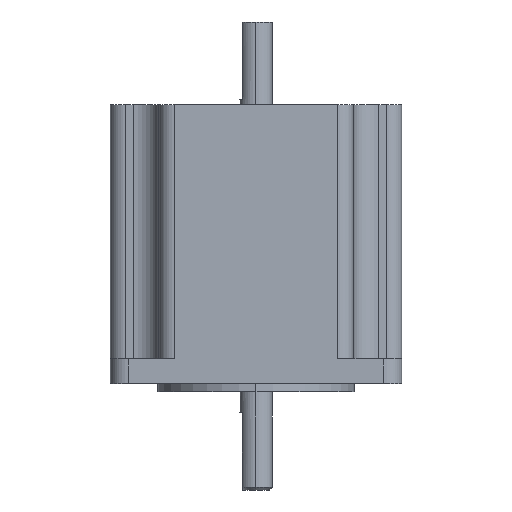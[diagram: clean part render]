
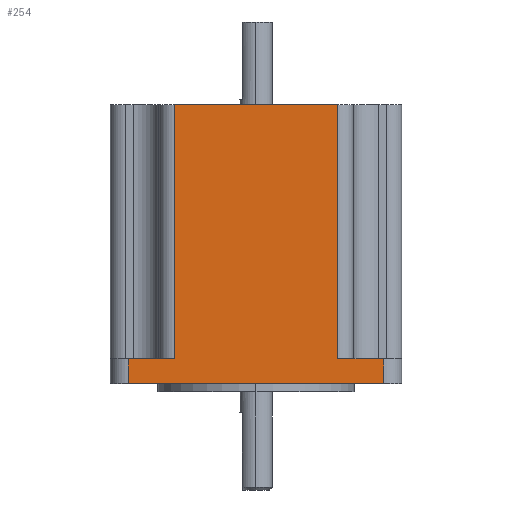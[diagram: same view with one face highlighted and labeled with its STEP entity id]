
A CAD part, left-side view. The second image highlights one B-rep face of the part: STEP entity #254.
In plain terms, the highlighted planar face has unit normal (-1, 0, 0).
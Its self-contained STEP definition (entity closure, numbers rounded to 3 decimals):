
#29 = EDGE_LOOP ( 'NONE', ( #1419, #1417, #1418, #1416, #1415, #1414, #1413, #1412 ) ) ;
#101 = VERTEX_POINT ( 'NONE', #890 ) ;
#115 = VERTEX_POINT ( 'NONE', #870 ) ;
#136 = VERTEX_POINT ( 'NONE', #844 ) ;
#138 = VERTEX_POINT ( 'NONE', #877 ) ;
#144 = VERTEX_POINT ( 'NONE', #842 ) ;
#153 = VERTEX_POINT ( 'NONE', #922 ) ;
#164 = VERTEX_POINT ( 'NONE', #824 ) ;
#170 = VERTEX_POINT ( 'NONE', #818 ) ;
#254 = ADVANCED_FACE ( 'NONE', ( #1482 ), #548, .F. ) ;
#462 = DIRECTION ( 'NONE',  ( 0., -1., 0. ) ) ;
#463 = CARTESIAN_POINT ( 'NONE',  ( -28.2, 28.2, 4.8 ) ) ;
#544 = DIRECTION ( 'NONE',  ( 0., 1., 0. ) ) ;
#546 = DIRECTION ( 'NONE',  ( 1., 0., 0. ) ) ;
#547 = CARTESIAN_POINT ( 'NONE',  ( -28.2, 28.2, 4.8 ) ) ;
#548 = PLANE ( 'NONE',  #1096 ) ;
#717 = DIRECTION ( 'NONE',  ( 0., -1., 0. ) ) ;
#718 = CARTESIAN_POINT ( 'NONE',  ( -28.2, 28.2, 4.8 ) ) ;
#818 = CARTESIAN_POINT ( 'NONE',  ( -28.2, -15.8, 4.8 ) ) ;
#824 = CARTESIAN_POINT ( 'NONE',  ( -28.2, 15.8, 4.8 ) ) ;
#842 = CARTESIAN_POINT ( 'NONE',  ( -28.2, 15.8, 54. ) ) ;
#844 = CARTESIAN_POINT ( 'NONE',  ( -28.2, 24.7, 0. ) ) ;
#870 = CARTESIAN_POINT ( 'NONE',  ( -28.2, -24.7, 4.8 ) ) ;
#877 = CARTESIAN_POINT ( 'NONE',  ( -28.2, 24.7, 4.8 ) ) ;
#890 = CARTESIAN_POINT ( 'NONE',  ( -28.2, -24.7, 0. ) ) ;
#922 = CARTESIAN_POINT ( 'NONE',  ( -28.2, -15.8, 54. ) ) ;
#1024 = VECTOR ( 'NONE', #462, 1000. ) ;
#1030 = VECTOR ( 'NONE', #717, 1000. ) ;
#1096 = AXIS2_PLACEMENT_3D ( 'NONE', #547, #546, #544 ) ;
#1150 = VECTOR ( 'NONE', #1840, 1000. ) ;
#1169 = VECTOR ( 'NONE', #1837, 1000. ) ;
#1201 = VECTOR ( 'NONE', #1795, 1000. ) ;
#1202 = VECTOR ( 'NONE', #1797, 1000. ) ;
#1203 = VECTOR ( 'NONE', #1799, 1000. ) ;
#1204 = VECTOR ( 'NONE', #1801, 1000. ) ;
#1262 = EDGE_CURVE ( 'NONE', #138, #164, #1501, .T. ) ;
#1269 = EDGE_CURVE ( 'NONE', #170, #115, #1506, .T. ) ;
#1310 = EDGE_CURVE ( 'NONE', #136, #101, #1538, .T. ) ;
#1322 = EDGE_CURVE ( 'NONE', #144, #153, #1543, .T. ) ;
#1349 = EDGE_CURVE ( 'NONE', #138, #136, #1563, .T. ) ;
#1350 = EDGE_CURVE ( 'NONE', #144, #164, #1564, .T. ) ;
#1351 = EDGE_CURVE ( 'NONE', #153, #170, #1565, .T. ) ;
#1352 = EDGE_CURVE ( 'NONE', #101, #115, #1566, .T. ) ;
#1412 = ORIENTED_EDGE ( 'NONE', *, *, #1349, .T. ) ;
#1413 = ORIENTED_EDGE ( 'NONE', *, *, #1262, .F. ) ;
#1414 = ORIENTED_EDGE ( 'NONE', *, *, #1350, .T. ) ;
#1415 = ORIENTED_EDGE ( 'NONE', *, *, #1322, .F. ) ;
#1416 = ORIENTED_EDGE ( 'NONE', *, *, #1351, .F. ) ;
#1417 = ORIENTED_EDGE ( 'NONE', *, *, #1352, .T. ) ;
#1418 = ORIENTED_EDGE ( 'NONE', *, *, #1269, .F. ) ;
#1419 = ORIENTED_EDGE ( 'NONE', *, *, #1310, .T. ) ;
#1482 = FACE_OUTER_BOUND ( 'NONE', #29, .T. ) ;
#1501 = LINE ( 'NONE', #463, #1024 ) ;
#1506 = LINE ( 'NONE', #718, #1030 ) ;
#1538 = LINE ( 'NONE', #1841, #1150 ) ;
#1543 = LINE ( 'NONE', #1875, #1169 ) ;
#1563 = LINE ( 'NONE', #1794, #1201 ) ;
#1564 = LINE ( 'NONE', #1796, #1202 ) ;
#1565 = LINE ( 'NONE', #1798, #1203 ) ;
#1566 = LINE ( 'NONE', #1800, #1204 ) ;
#1794 = CARTESIAN_POINT ( 'NONE',  ( -28.2, 24.7, 4.8 ) ) ;
#1795 = DIRECTION ( 'NONE',  ( 0., 0., -1. ) ) ;
#1796 = CARTESIAN_POINT ( 'NONE',  ( -28.2, 15.8, 54. ) ) ;
#1797 = DIRECTION ( 'NONE',  ( 0., 0., -1. ) ) ;
#1798 = CARTESIAN_POINT ( 'NONE',  ( -28.2, -15.8, 54. ) ) ;
#1799 = DIRECTION ( 'NONE',  ( 0., 0., -1. ) ) ;
#1800 = CARTESIAN_POINT ( 'NONE',  ( -28.2, -24.7, 4.8 ) ) ;
#1801 = DIRECTION ( 'NONE',  ( 0., 0., 1. ) ) ;
#1837 = DIRECTION ( 'NONE',  ( 0., -1., 0. ) ) ;
#1840 = DIRECTION ( 'NONE',  ( 0., -1., 0. ) ) ;
#1841 = CARTESIAN_POINT ( 'NONE',  ( -28.2, 28.2, 0. ) ) ;
#1875 = CARTESIAN_POINT ( 'NONE',  ( -28.2, 15.8, 54. ) ) ;
